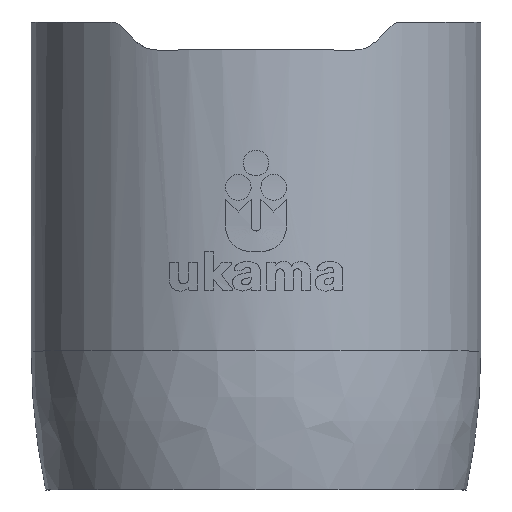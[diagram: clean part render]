
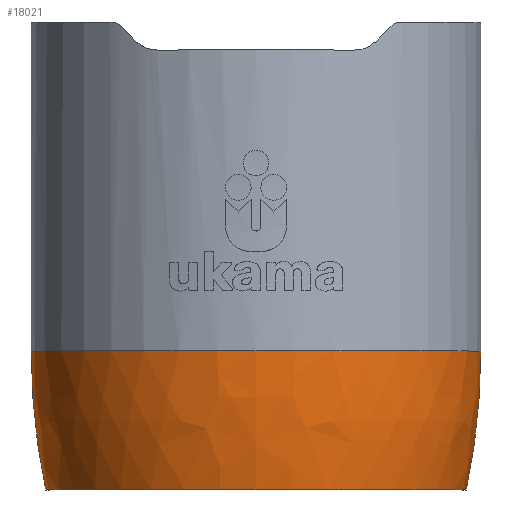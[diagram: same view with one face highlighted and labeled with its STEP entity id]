
A CAD part, top view. The second image highlights one B-rep face of the part: STEP entity #18021.
In plain terms, the highlighted free-form (B-spline) face has degree [3, 3] with [7, 4] control points.
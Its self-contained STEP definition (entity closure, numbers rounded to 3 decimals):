
#1444=CARTESIAN_POINT('',(88.625,-2.54,3.49));
#1445=DIRECTION('',(0.,0.,1.));
#1446=DIRECTION('',(-1.,0.,0.));
#1447=AXIS2_PLACEMENT_3D('',#1444,#1445,#1446);
#1621=CARTESIAN_POINT('',(-88.625,-2.54,3.49));
#1622=DIRECTION('',(0.,0.,-1.));
#1623=DIRECTION('',(1.,0.,0.));
#1624=AXIS2_PLACEMENT_3D('',#1621,#1622,#1623);
#3588=CARTESIAN_POINT('',(0.,-2.54,3.49));
#3589=DIRECTION('',(0.,-1.,0.));
#3590=DIRECTION('',(1.,0.,0.));
#3591=AXIS2_PLACEMENT_3D('',#3588,#3589,#3590);
#6342=CARTESIAN_POINT('',(0.,-30.,3.49));
#6343=DIRECTION('',(0.,-1.,0.));
#6344=DIRECTION('',(1.,0.,0.));
#6345=AXIS2_PLACEMENT_3D('',#6342,#6343,#6344);
#7267=CARTESIAN_POINT('',(-44.45,-2.54,3.49));
#7268=CARTESIAN_POINT('',(-41.586,-30.,3.49));
#7269=VERTEX_POINT('',#7267);
#7270=VERTEX_POINT('',#7268);
#7271=CARTESIAN_POINT('',(44.45,-2.54,3.49));
#7272=CARTESIAN_POINT('',(41.586,-30.,3.49));
#7273=VERTEX_POINT('',#7271);
#7274=VERTEX_POINT('',#7272);
#17985=CARTESIAN_POINT('',(44.361,-1.987,
0.699));
#17986=CARTESIAN_POINT('',(44.401,-11.594,
0.697));
#17987=CARTESIAN_POINT('',(43.406,-21.149,
0.759));
#17988=CARTESIAN_POINT('',(41.389,-30.541,
0.886));
#17989=CARTESIAN_POINT('',(46.079,-1.987,
27.999));
#17990=CARTESIAN_POINT('',(46.12,-11.594,
28.021));
#17991=CARTESIAN_POINT('',(45.087,-21.149,
27.471));
#17992=CARTESIAN_POINT('',(42.991,-30.541,
26.357));
#17993=CARTESIAN_POINT('',(27.354,-1.987,
47.939));
#17994=CARTESIAN_POINT('',(27.378,-11.594,
47.979));
#17995=CARTESIAN_POINT('',(26.765,-21.149,
46.982));
#17996=CARTESIAN_POINT('',(25.521,-30.541,
44.961));
#17997=CARTESIAN_POINT('',(0.,-1.987,47.939));
#17998=CARTESIAN_POINT('',(0.,-11.594,47.979));
#17999=CARTESIAN_POINT('',(0.,-21.149,46.982));
#18000=CARTESIAN_POINT('',(0.,-30.541,44.961));
#18001=CARTESIAN_POINT('',(-27.354,-1.987,
47.939));
#18002=CARTESIAN_POINT('',(-27.378,-11.594,
47.979));
#18003=CARTESIAN_POINT('',(-26.765,-21.149,
46.982));
#18004=CARTESIAN_POINT('',(-25.521,-30.541,
44.961));
#18005=CARTESIAN_POINT('',(-46.079,-1.987,
27.999));
#18006=CARTESIAN_POINT('',(-46.12,-11.594,
28.021));
#18007=CARTESIAN_POINT('',(-45.087,-21.149,
27.471));
#18008=CARTESIAN_POINT('',(-42.991,-30.541,
26.357));
#18009=CARTESIAN_POINT('',(-44.361,-1.987,
0.699));
#18010=CARTESIAN_POINT('',(-44.401,-11.594,
0.697));
#18011=CARTESIAN_POINT('',(-43.406,-21.149,
0.759));
#18012=CARTESIAN_POINT('',(-41.389,-30.541,
0.886));
#18013=(BOUNDED_SURFACE()B_SPLINE_SURFACE(3,3,((#17985,#17986,#17987,#17988),(
#17989,#17990,#17991,#17992),(#17993,#17994,#17995,#17996),(#17997,#17998,
#17999,#18000),(#18001,#18002,#18003,#18004),(#18005,#18006,#18007,#18008),(
#18009,#18010,#18011,#18012)),.UNSPECIFIED.,.F.,.F.,.F.)B_SPLINE_SURFACE_WITH_KNOTS((4,3,4),(4,4),(0.,1.,2.),(0.,1.),.UNSPECIFIED.)GEOMETRIC_REPRESENTATION_ITEM()RATIONAL_B_SPLINE_SURFACE(((1.191,1.186,
1.186,1.191),(0.94,0.937,
0.937,0.94),(0.94,0.937,
0.937,0.94),(1.191,1.186,
1.186,1.191),(0.94,0.937,
0.937,0.94),(0.94,0.937,
0.937,0.94),(1.191,1.186,
1.186,1.191)))REPRESENTATION_ITEM('')SURFACE());
#18014=ORIENTED_EDGE('',*,*,#12115,.F.);
#18015=ORIENTED_EDGE('',*,*,#10354,.T.);
#18017=ORIENTED_EDGE('',*,*,#18016,.T.);
#18018=ORIENTED_EDGE('',*,*,#10286,.F.);
#18019=EDGE_LOOP('',(#18014,#18015,#18017,#18018));
#18020=FACE_OUTER_BOUND('',#18019,.F.);
#18021=ADVANCED_FACE('',(#18020),#18013,.T.);
#1448=CIRCLE('',#1447,133.075);
#1625=CIRCLE('',#1624,133.075);
#3592=CIRCLE('',#3591,44.45);
#6346=CIRCLE('',#6345,41.586);
#10286=EDGE_CURVE('',#7269,#7270,#1448,.T.);
#10354=EDGE_CURVE('',#7273,#7274,#1625,.T.);
#12115=EDGE_CURVE('',#7273,#7269,#3592,.T.);
#18016=EDGE_CURVE('',#7274,#7270,#6346,.T.);
